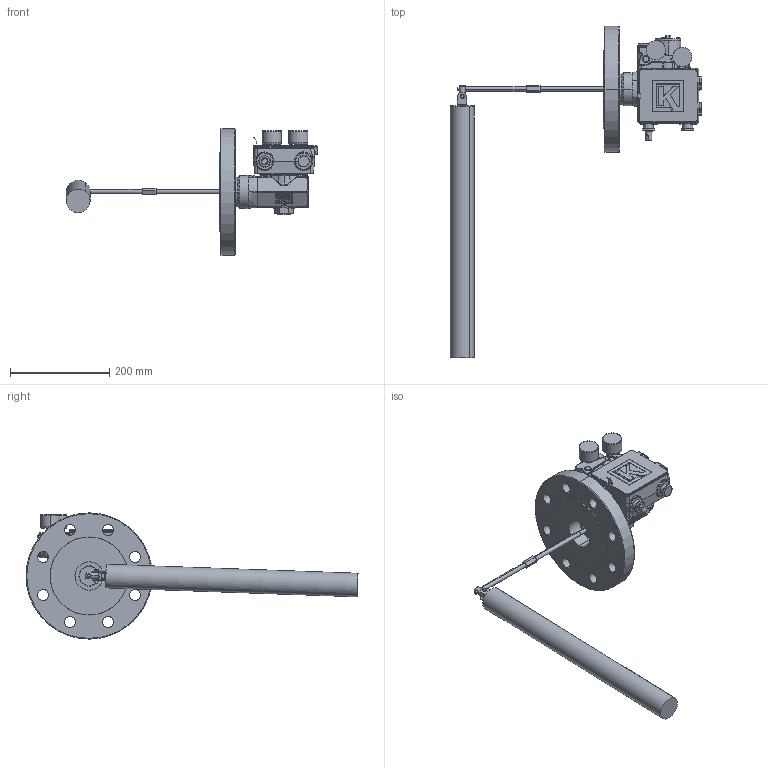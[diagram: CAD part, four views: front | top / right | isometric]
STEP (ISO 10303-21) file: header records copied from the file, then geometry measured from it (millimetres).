
FILE_DESCRIPTION (( 'STEP AP214' ), '1' );
FILE_NAME ('FPL2S4R2AS-LDWF20.STEP', '2025-07-15T20:11:11', ( '' ), ( '' ), 'SwSTEP 2.0', 'SolidWorks 2024', '' );
FILE_SCHEMA (( 'AUTOMOTIVE_DESIGN' ));
Length unit declared in the file: inch
Products named in the file (1): FPL2S4R2AS-LDWF20
Bounding box: 505.18 x 667.72 x 254 mm (x, y, z)
Volume: 3550344.6 mm3; surface area: 408232.5 mm2
Topology: 6 solids, 6 shells, 2032 faces, 5065 edges, 3100 vertices
Faces by surface type: plane 747, cylinder 464, bspline 428, cone 236, torus 112, sphere 45
Entity records: 89495 total; most frequent: CARTESIAN_POINT 45331, ORIENTED_EDGE 10058, DIRECTION 8013, EDGE_CURVE 5029, VERTEX_POINT 3098, AXIS2_PLACEMENT_3D 2847, LINE 2319, VECTOR 2319
